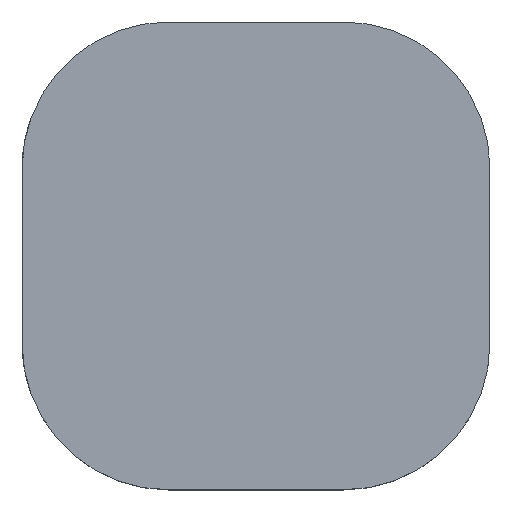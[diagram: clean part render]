
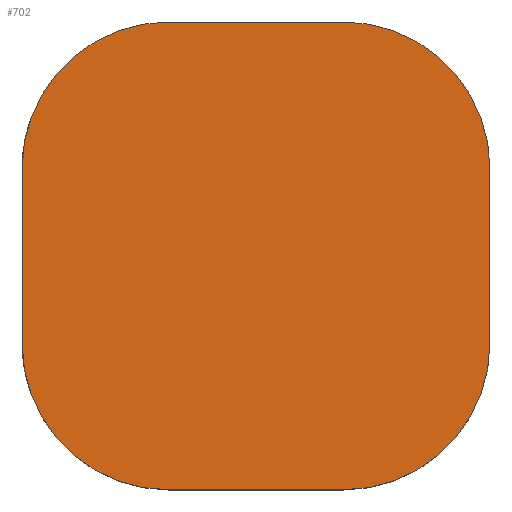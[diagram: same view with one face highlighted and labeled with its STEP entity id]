
A CAD part, top view. The second image highlights one B-rep face of the part: STEP entity #702.
In plain terms, the highlighted planar face has unit normal (0, 0, 1).
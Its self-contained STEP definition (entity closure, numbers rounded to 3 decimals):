
#8 = DIRECTION ( 'NONE',  ( -1., 0., 0. ) ) ;
#23 = VECTOR ( 'NONE', #236, 1000. ) ;
#50 = CARTESIAN_POINT ( 'NONE',  ( 55., -55., 20. ) ) ;
#54 = DIRECTION ( 'NONE',  ( 0., 0., 1. ) ) ;
#63 = LINE ( 'NONE', #691, #598 ) ;
#72 = CARTESIAN_POINT ( 'NONE',  ( 25., 0., 20. ) ) ;
#79 = CARTESIAN_POINT ( 'NONE',  ( 80., -55., 20. ) ) ;
#84 = DIRECTION ( 'NONE',  ( 1., 0., 0. ) ) ;
#94 = VERTEX_POINT ( 'NONE', #796 ) ;
#101 = CIRCLE ( 'NONE', #521, 25. ) ;
#116 = DIRECTION ( 'NONE',  ( -1., 0., 0. ) ) ;
#118 = CARTESIAN_POINT ( 'NONE',  ( 25., 0., 20. ) ) ;
#122 = CARTESIAN_POINT ( 'NONE',  ( 25., -55., 20. ) ) ;
#134 = AXIS2_PLACEMENT_3D ( 'NONE', #709, #454, #84 ) ;
#146 = AXIS2_PLACEMENT_3D ( 'NONE', #347, #599, #281 ) ;
#153 = VERTEX_POINT ( 'NONE', #321 ) ;
#156 = AXIS2_PLACEMENT_3D ( 'NONE', #756, #249, #8 ) ;
#160 = ORIENTED_EDGE ( 'NONE', *, *, #650, .T. ) ;
#162 = PLANE ( 'NONE',  #146 ) ;
#165 = CARTESIAN_POINT ( 'NONE',  ( 25., -80., 20. ) ) ;
#181 = DIRECTION ( 'NONE',  ( -1., 0., 0. ) ) ;
#224 = FACE_OUTER_BOUND ( 'NONE', #429, .T. ) ;
#228 = VERTEX_POINT ( 'NONE', #79 ) ;
#236 = DIRECTION ( 'NONE',  ( 1., 0., 0. ) ) ;
#249 = DIRECTION ( 'NONE',  ( 0., 0., 1. ) ) ;
#250 = LINE ( 'NONE', #72, #449 ) ;
#257 = CARTESIAN_POINT ( 'NONE',  ( 0., -55., 20. ) ) ;
#267 = ORIENTED_EDGE ( 'NONE', *, *, #747, .T. ) ;
#281 = DIRECTION ( 'NONE',  ( 1., 0., 0. ) ) ;
#282 = EDGE_CURVE ( 'NONE', #335, #597, #377, .T. ) ;
#321 = CARTESIAN_POINT ( 'NONE',  ( 0., -25., 20. ) ) ;
#332 = EDGE_CURVE ( 'NONE', #518, #153, #400, .T. ) ;
#335 = VERTEX_POINT ( 'NONE', #768 ) ;
#347 = CARTESIAN_POINT ( 'NONE',  ( 55., -25., 20. ) ) ;
#353 = CARTESIAN_POINT ( 'NONE',  ( 55., 0., 20. ) ) ;
#362 = VERTEX_POINT ( 'NONE', #257 ) ;
#367 = ORIENTED_EDGE ( 'NONE', *, *, #282, .T. ) ;
#377 = CIRCLE ( 'NONE', #134, 25. ) ;
#379 = DIRECTION ( 'NONE',  ( -1., 0., 0. ) ) ;
#400 = CIRCLE ( 'NONE', #156, 25. ) ;
#429 = EDGE_LOOP ( 'NONE', ( #367, #581, #677, #530, #267, #654, #160, #579 ) ) ;
#449 = VECTOR ( 'NONE', #379, 1000. ) ;
#454 = DIRECTION ( 'NONE',  ( 0., 0., 1. ) ) ;
#459 = VECTOR ( 'NONE', #661, 1000. ) ;
#476 = LINE ( 'NONE', #165, #23 ) ;
#481 = DIRECTION ( 'NONE',  ( 0., 0., 1. ) ) ;
#518 = VERTEX_POINT ( 'NONE', #118 ) ;
#521 = AXIS2_PLACEMENT_3D ( 'NONE', #50, #481, #181 ) ;
#523 = EDGE_CURVE ( 'NONE', #597, #518, #250, .T. ) ;
#530 = ORIENTED_EDGE ( 'NONE', *, *, #647, .T. ) ;
#553 = DIRECTION ( 'NONE',  ( 0., 1., 0. ) ) ;
#567 = CARTESIAN_POINT ( 'NONE',  ( 55., -80., 20. ) ) ;
#579 = ORIENTED_EDGE ( 'NONE', *, *, #791, .T. ) ;
#581 = ORIENTED_EDGE ( 'NONE', *, *, #523, .T. ) ;
#595 = EDGE_CURVE ( 'NONE', #94, #754, #476, .T. ) ;
#597 = VERTEX_POINT ( 'NONE', #353 ) ;
#598 = VECTOR ( 'NONE', #553, 1000. ) ;
#599 = DIRECTION ( 'NONE',  ( 0., 0., 1. ) ) ;
#613 = CARTESIAN_POINT ( 'NONE',  ( 0., -25., 20. ) ) ;
#647 = EDGE_CURVE ( 'NONE', #153, #362, #743, .T. ) ;
#650 = EDGE_CURVE ( 'NONE', #754, #228, #101, .T. ) ;
#654 = ORIENTED_EDGE ( 'NONE', *, *, #595, .T. ) ;
#661 = DIRECTION ( 'NONE',  ( 0., -1., 0. ) ) ;
#677 = ORIENTED_EDGE ( 'NONE', *, *, #332, .T. ) ;
#691 = CARTESIAN_POINT ( 'NONE',  ( 80., -25., 20. ) ) ;
#702 = ADVANCED_FACE ( 'NONE', ( #224 ), #162, .T. ) ;
#709 = CARTESIAN_POINT ( 'NONE',  ( 55., -25., 20. ) ) ;
#743 = LINE ( 'NONE', #613, #459 ) ;
#747 = EDGE_CURVE ( 'NONE', #362, #94, #777, .T. ) ;
#754 = VERTEX_POINT ( 'NONE', #567 ) ;
#756 = CARTESIAN_POINT ( 'NONE',  ( 25., -25., 20. ) ) ;
#768 = CARTESIAN_POINT ( 'NONE',  ( 80., -25., 20. ) ) ;
#777 = CIRCLE ( 'NONE', #798, 25. ) ;
#791 = EDGE_CURVE ( 'NONE', #228, #335, #63, .T. ) ;
#796 = CARTESIAN_POINT ( 'NONE',  ( 25., -80., 20. ) ) ;
#798 = AXIS2_PLACEMENT_3D ( 'NONE', #122, #54, #116 ) ;
